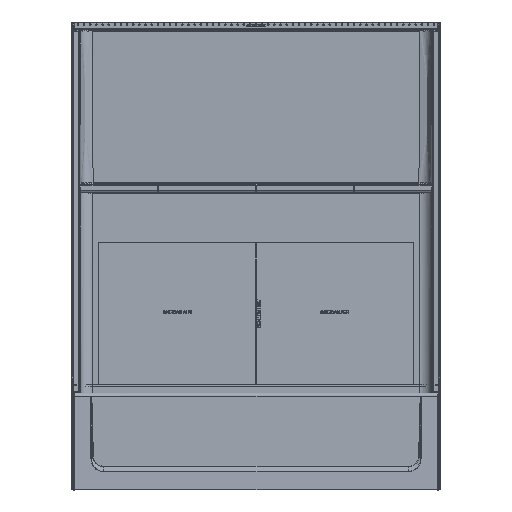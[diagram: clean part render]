
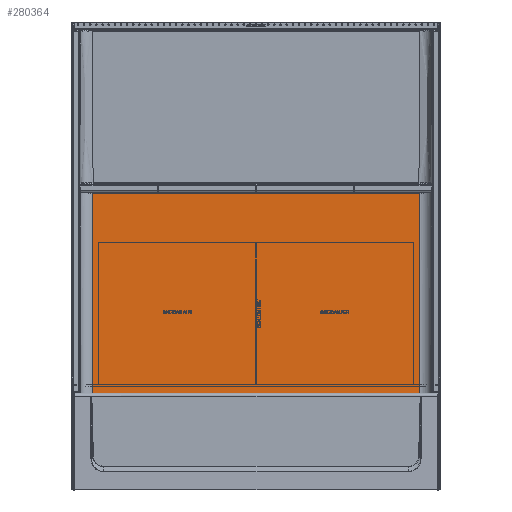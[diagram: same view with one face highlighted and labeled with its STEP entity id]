
A CAD part, top view. The second image highlights one B-rep face of the part: STEP entity #280364.
In plain terms, the highlighted planar face has unit normal (0, 0, 1).
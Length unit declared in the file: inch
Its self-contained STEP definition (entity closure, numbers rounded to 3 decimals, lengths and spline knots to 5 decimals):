
#2270 = DIRECTION ( 'NONE',  ( 0., -1., 0. ) ) ;
#11263 = CARTESIAN_POINT ( 'NONE',  ( 0., 32.5625, -13.25 ) ) ;
#14391 = FACE_OUTER_BOUND ( 'NONE', #257359, .T. ) ;
#22084 = DIRECTION ( 'NONE',  ( 1., 0., 0. ) ) ;
#22728 = LINE ( 'NONE', #264219, #242983 ) ;
#26635 = VECTOR ( 'NONE', #22084, 39.37008 ) ;
#36133 = ORIENTED_EDGE ( 'NONE', *, *, #119805, .T. ) ;
#53357 = CARTESIAN_POINT ( 'NONE',  ( -26.67073, 15.45497, -13.25 ) ) ;
#61421 = LINE ( 'NONE', #123142, #119575 ) ;
#64061 = CARTESIAN_POINT ( 'NONE',  ( 26.67073, 32.5625, -13.25 ) ) ;
#70180 = ORIENTED_EDGE ( 'NONE', *, *, #125365, .T. ) ;
#74231 = CARTESIAN_POINT ( 'NONE',  ( 26.67073, 15.45497, -13.25 ) ) ;
#86198 = ORIENTED_EDGE ( 'NONE', *, *, #174799, .F. ) ;
#115086 = ORIENTED_EDGE ( 'NONE', *, *, #208591, .T. ) ;
#117488 = AXIS2_PLACEMENT_3D ( 'NONE', #11263, #202649, #160273 ) ;
#119575 = VECTOR ( 'NONE', #193791, 39.37008 ) ;
#119805 = EDGE_CURVE ( 'NONE', #162149, #155549, #22728, .T. ) ;
#123142 = CARTESIAN_POINT ( 'NONE',  ( 0., 48.54431, -13.25 ) ) ;
#125365 = EDGE_CURVE ( 'NONE', #189841, #162149, #61421, .T. ) ;
#155549 = VERTEX_POINT ( 'NONE', #53357 ) ;
#160273 = DIRECTION ( 'NONE',  ( 1., 0., 0. ) ) ;
#161786 = CARTESIAN_POINT ( 'NONE',  ( 0., 15.45497, -13.25 ) ) ;
#162149 = VERTEX_POINT ( 'NONE', #299606 ) ;
#164413 = DIRECTION ( 'NONE',  ( 0., -1., 0. ) ) ;
#174799 = EDGE_CURVE ( 'NONE', #189841, #177992, #278911, .T. ) ;
#177992 = VERTEX_POINT ( 'NONE', #74231 ) ;
#185311 = LINE ( 'NONE', #161786, #26635 ) ;
#189841 = VERTEX_POINT ( 'NONE', #260981 ) ;
#193791 = DIRECTION ( 'NONE',  ( -1., 0., 0. ) ) ;
#202649 = DIRECTION ( 'NONE',  ( 0., 0., 1. ) ) ;
#208591 = EDGE_CURVE ( 'NONE', #155549, #177992, #185311, .T. ) ;
#242983 = VECTOR ( 'NONE', #2270, 39.37008 ) ;
#249667 = VECTOR ( 'NONE', #164413, 39.37008 ) ;
#254310 = PLANE ( 'NONE',  #117488 ) ;
#257359 = EDGE_LOOP ( 'NONE', ( #36133, #115086, #86198, #70180 ) ) ;
#260981 = CARTESIAN_POINT ( 'NONE',  ( 26.67073, 48.54431, -13.25 ) ) ;
#264219 = CARTESIAN_POINT ( 'NONE',  ( -26.67073, 32.5625, -13.25 ) ) ;
#278911 = LINE ( 'NONE', #64061, #249667 ) ;
#280364 = ADVANCED_FACE ( 'NONE', ( #14391 ), #254310, .T. ) ;
#299606 = CARTESIAN_POINT ( 'NONE',  ( -26.67073, 48.54431, -13.25 ) ) ;
